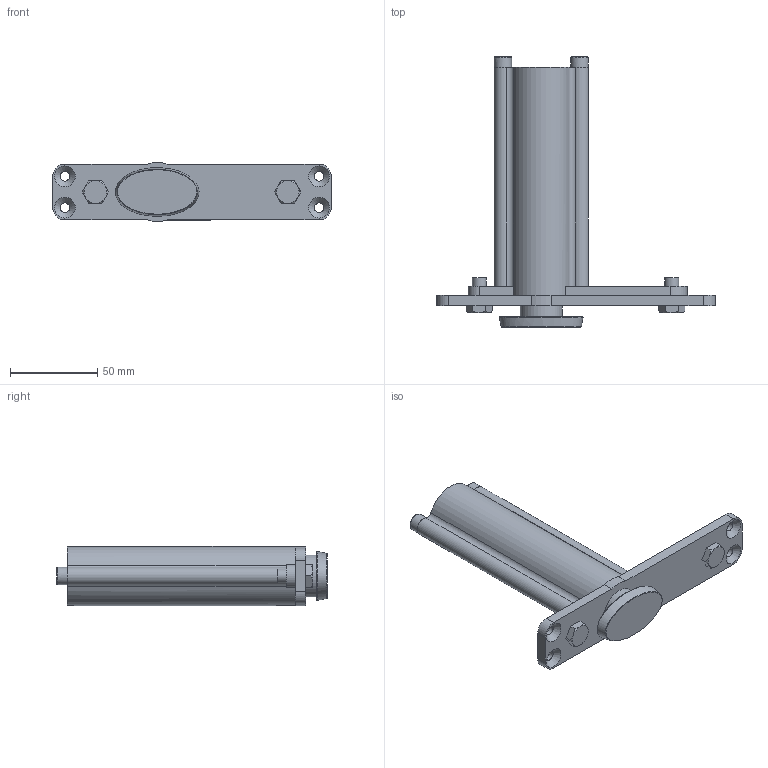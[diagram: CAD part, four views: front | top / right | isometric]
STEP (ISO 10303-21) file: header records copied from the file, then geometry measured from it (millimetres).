
FILE_DESCRIPTION (( 'STEP AP214' ), '1' );
FILE_NAME ('100116-100120-100124-100128 System 3.STEP', '2020-06-22T13:38:52', ( '' ), ( '' ), 'SwSTEP 2.0', 'SolidWorks 2020', '' );
FILE_SCHEMA (( 'AUTOMOTIVE_DESIGN' ));
Length unit declared in the file: millimetre
Products named in the file (1): 100116-100120-100124-100128 System 3
Bounding box: 160 x 155.3 x 34 mm (x, y, z)
Volume: 190845.6 mm3; surface area: 34826.2 mm2
Topology: 1 solids, 1 shells, 104 faces, 250 edges, 156 vertices
Faces by surface type: plane 50, cylinder 25, cone 24, bspline 3, torus 2
Full cylindrical faces by diameter (mm): 5.5 x4, 8 x2, 10 x2, 24 x1
Entity records: 8218 total; most frequent: CARTESIAN_POINT 5844, DIRECTION 486, ORIENTED_EDGE 456, EDGE_CURVE 228, AXIS2_PLACEMENT_3D 184, VERTEX_POINT 152, EDGE_LOOP 138, FACE_OUTER_BOUND 118
